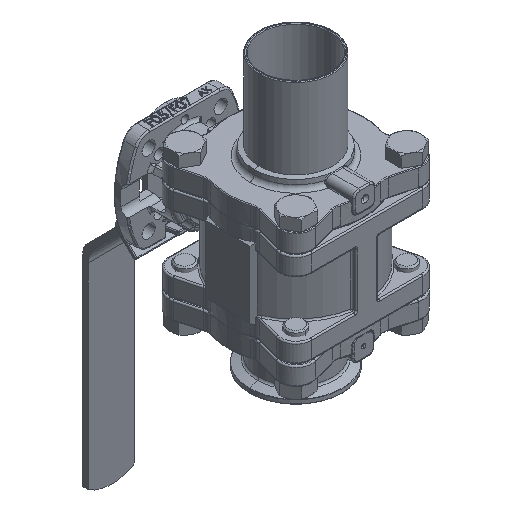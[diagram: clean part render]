
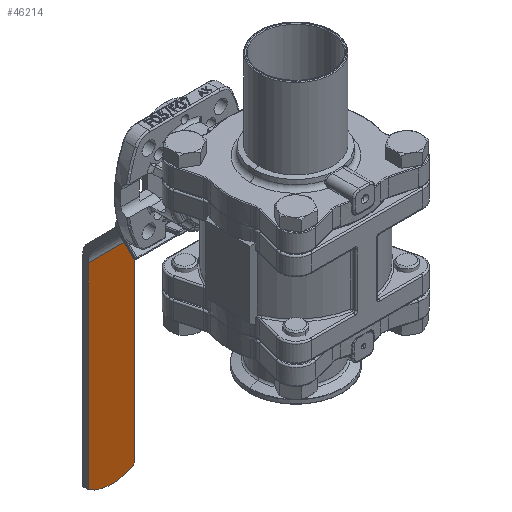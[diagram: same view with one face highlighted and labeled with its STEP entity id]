
A CAD part, isometric view. The second image highlights one B-rep face of the part: STEP entity #46214.
In plain terms, the highlighted planar face has unit normal (0, -1, 0).
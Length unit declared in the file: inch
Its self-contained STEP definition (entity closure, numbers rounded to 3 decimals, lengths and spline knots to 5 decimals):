
#152 = CARTESIAN_POINT ( 'NONE',  ( 0.62992, 4.98819, -2.88241 ) ) ;
#2679 = DIRECTION ( 'NONE',  ( 0., 0., -1. ) ) ;
#5569 = DIRECTION ( 'NONE',  ( 0., 0., 1. ) ) ;
#6823 = ORIENTED_EDGE ( 'NONE', *, *, #33405, .F. ) ;
#9665 = CARTESIAN_POINT ( 'NONE',  ( 0.62992, 4.98819, -8.20383 ) ) ;
#13245 = EDGE_CURVE ( 'NONE', #14649, #27941, #47579, .T. ) ;
#14579 = CARTESIAN_POINT ( 'NONE',  ( 0.62992, 4.98819, -8.38583 ) ) ;
#14649 = VERTEX_POINT ( 'NONE', #9665 ) ;
#20176 = FACE_OUTER_BOUND ( 'NONE', #36619, .T. ) ;
#22983 = LINE ( 'NONE', #66866, #40805 ) ;
#27732 = VERTEX_POINT ( 'NONE', #32703 ) ;
#27941 = VERTEX_POINT ( 'NONE', #50759 ) ;
#31440 = AXIS2_PLACEMENT_3D ( 'NONE', #49304, #32645, #5569 ) ;
#32645 = DIRECTION ( 'NONE',  ( 0., 1., 0. ) ) ;
#32703 = CARTESIAN_POINT ( 'NONE',  ( -0.62992, 4.98819, -2.88241 ) ) ;
#33405 = EDGE_CURVE ( 'NONE', #38219, #14649, #57601, .T. ) ;
#36619 = EDGE_LOOP ( 'NONE', ( #64778, #6823, #54793, #47251 ) ) ;
#38219 = VERTEX_POINT ( 'NONE', #152 ) ;
#39965 = PLANE ( 'NONE',  #54899 ) ;
#40805 = VECTOR ( 'NONE', #45097, 39.37008 ) ;
#41489 = LINE ( 'NONE', #45620, #66381 ) ;
#45097 = DIRECTION ( 'NONE',  ( 0., 0., -1. ) ) ;
#45620 = CARTESIAN_POINT ( 'NONE',  ( 0.62992, 4.98819, -2.88241 ) ) ;
#46214 = ADVANCED_FACE ( 'NONE', ( #20176 ), #39965, .F. ) ;
#46527 = VECTOR ( 'NONE', #69121, 39.37008 ) ;
#47251 = ORIENTED_EDGE ( 'NONE', *, *, #47972, .T. ) ;
#47579 = CIRCLE ( 'NONE', #31440, 1.1811 ) ;
#47972 = EDGE_CURVE ( 'NONE', #27732, #27941, #22983, .T. ) ;
#49304 = CARTESIAN_POINT ( 'NONE',  ( 0., 4.98819, -7.20472 ) ) ;
#50759 = CARTESIAN_POINT ( 'NONE',  ( -0.62992, 4.98819, -8.20383 ) ) ;
#51175 = DIRECTION ( 'NONE',  ( 0., 1., 0. ) ) ;
#51631 = CARTESIAN_POINT ( 'NONE',  ( 0.62992, 4.98819, -8.38583 ) ) ;
#54793 = ORIENTED_EDGE ( 'NONE', *, *, #63861, .T. ) ;
#54899 = AXIS2_PLACEMENT_3D ( 'NONE', #51631, #51175, #2679 ) ;
#57601 = LINE ( 'NONE', #14579, #46527 ) ;
#63861 = EDGE_CURVE ( 'NONE', #38219, #27732, #41489, .T. ) ;
#64778 = ORIENTED_EDGE ( 'NONE', *, *, #13245, .F. ) ;
#66381 = VECTOR ( 'NONE', #68055, 39.37008 ) ;
#66866 = CARTESIAN_POINT ( 'NONE',  ( -0.62992, 4.98819, -8.38583 ) ) ;
#68055 = DIRECTION ( 'NONE',  ( -1., 0., 0. ) ) ;
#69121 = DIRECTION ( 'NONE',  ( 0., 0., -1. ) ) ;
